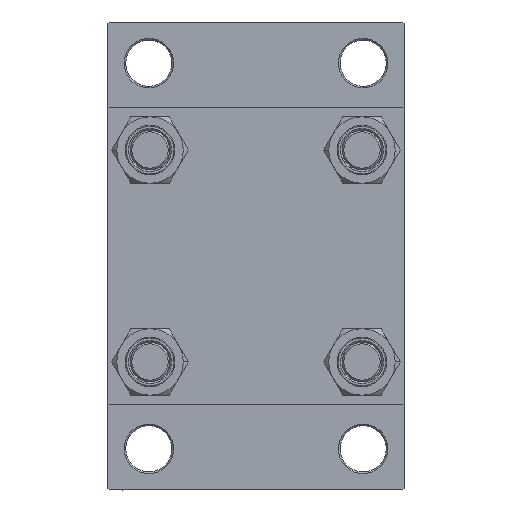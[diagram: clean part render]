
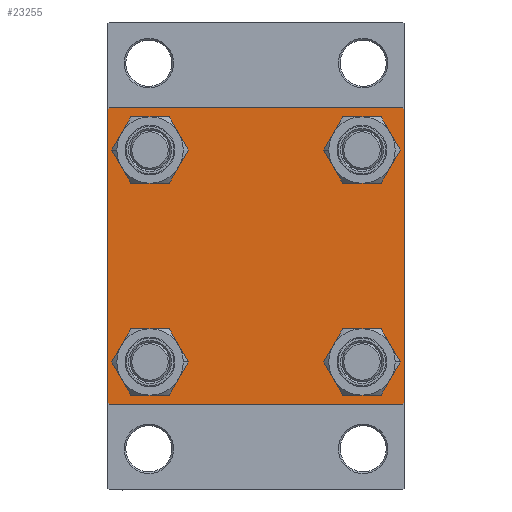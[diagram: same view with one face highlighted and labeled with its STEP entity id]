
A CAD part, left-side view. The second image highlights one B-rep face of the part: STEP entity #23255.
In plain terms, the highlighted planar face has unit normal (-1, 0, 0).
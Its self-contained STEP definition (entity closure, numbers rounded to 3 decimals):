
#113 = VECTOR ( 'NONE', #9234, 1000. ) ;
#1646 = VERTEX_POINT ( 'NONE', #13865 ) ;
#1987 = CARTESIAN_POINT ( 'NONE',  ( 0., 44.5, 45. ) ) ;
#2242 = FACE_BOUND ( 'NONE', #35156, .T. ) ;
#2369 = VECTOR ( 'NONE', #27690, 1000. ) ;
#3640 = DIRECTION ( 'NONE',  ( 0., 0., 1. ) ) ;
#3677 = AXIS2_PLACEMENT_3D ( 'NONE', #40199, #30250, #15272 ) ;
#4065 = DIRECTION ( 'NONE',  ( 1., 0., 0. ) ) ;
#4099 = EDGE_CURVE ( 'NONE', #5183, #18826, #19369, .T. ) ;
#5178 = VERTEX_POINT ( 'NONE', #7923 ) ;
#5183 = VERTEX_POINT ( 'NONE', #14248 ) ;
#5394 = VECTOR ( 'NONE', #15925, 1000. ) ;
#5580 = CARTESIAN_POINT ( 'NONE',  ( 0., -44.5, -45. ) ) ;
#5637 = FACE_BOUND ( 'NONE', #23366, .T. ) ;
#6147 = VECTOR ( 'NONE', #16219, 1000. ) ;
#6162 = VERTEX_POINT ( 'NONE', #15264 ) ;
#6343 = DIRECTION ( 'NONE',  ( -1., 0., 0. ) ) ;
#6604 = CIRCLE ( 'NONE', #35955, 6.5 ) ;
#6629 = CARTESIAN_POINT ( 'NONE',  ( 0., -32.15, -32.15 ) ) ;
#6888 = ORIENTED_EDGE ( 'NONE', *, *, #36745, .F. ) ;
#7016 = DIRECTION ( 'NONE',  ( 1., 0., 0. ) ) ;
#7495 = CARTESIAN_POINT ( 'NONE',  ( 0., -32.15, -32.15 ) ) ;
#7557 = CIRCLE ( 'NONE', #16083, 6.5 ) ;
#7697 = CIRCLE ( 'NONE', #37059, 6.5 ) ;
#7923 = CARTESIAN_POINT ( 'NONE',  ( 0., 45., -44.5 ) ) ;
#8048 = ORIENTED_EDGE ( 'NONE', *, *, #31493, .F. ) ;
#8055 = VERTEX_POINT ( 'NONE', #22405 ) ;
#8192 = CARTESIAN_POINT ( 'NONE',  ( 0., 32.15, -32.15 ) ) ;
#8719 = VECTOR ( 'NONE', #29733, 1000. ) ;
#8804 = EDGE_LOOP ( 'NONE', ( #11517, #27355, #26685, #20960, #6888, #28142, #8048, #21149 ) ) ;
#9189 = DIRECTION ( 'NONE',  ( 0., 0., 1. ) ) ;
#9234 = DIRECTION ( 'NONE',  ( 0., 0., -1. ) ) ;
#9973 = CARTESIAN_POINT ( 'NONE',  ( 0., 0., 0. ) ) ;
#10448 = CARTESIAN_POINT ( 'NONE',  ( 0., 44.75, 44.75 ) ) ;
#10506 = DIRECTION ( 'NONE',  ( 0., 0., 1. ) ) ;
#10729 = EDGE_CURVE ( 'NONE', #26141, #38665, #16044, .T. ) ;
#11357 = CARTESIAN_POINT ( 'NONE',  ( 0., 45., 45. ) ) ;
#11517 = ORIENTED_EDGE ( 'NONE', *, *, #42227, .T. ) ;
#11568 = LINE ( 'NONE', #41806, #5394 ) ;
#11600 = LINE ( 'NONE', #11357, #8719 ) ;
#12018 = EDGE_CURVE ( 'NONE', #25408, #17079, #7557, .T. ) ;
#12129 = EDGE_LOOP ( 'NONE', ( #41583, #22547 ) ) ;
#12306 = AXIS2_PLACEMENT_3D ( 'NONE', #6629, #32738, #10506 ) ;
#13063 = EDGE_CURVE ( 'NONE', #38665, #26141, #29250, .T. ) ;
#13631 = FACE_BOUND ( 'NONE', #12129, .T. ) ;
#13865 = CARTESIAN_POINT ( 'NONE',  ( 0., -44.5, 45. ) ) ;
#14248 = CARTESIAN_POINT ( 'NONE',  ( 0., 32.15, 38.65 ) ) ;
#14930 = VECTOR ( 'NONE', #24916, 1000. ) ;
#15264 = CARTESIAN_POINT ( 'NONE',  ( 0., -45., -44.5 ) ) ;
#15272 = DIRECTION ( 'NONE',  ( 0., 0., 1. ) ) ;
#15510 = CARTESIAN_POINT ( 'NONE',  ( 0., 32.15, -32.15 ) ) ;
#15625 = EDGE_CURVE ( 'NONE', #23517, #6162, #26623, .T. ) ;
#15898 = EDGE_CURVE ( 'NONE', #28643, #23517, #11568, .T. ) ;
#15925 = DIRECTION ( 'NONE',  ( 0., -1., 0. ) ) ;
#16044 = CIRCLE ( 'NONE', #3677, 6.5 ) ;
#16083 = AXIS2_PLACEMENT_3D ( 'NONE', #8192, #46191, #31157 ) ;
#16177 = VECTOR ( 'NONE', #38299, 1000. ) ;
#16219 = DIRECTION ( 'NONE',  ( 0., -0.707, 0.707 ) ) ;
#16331 = LINE ( 'NONE', #39290, #2369 ) ;
#16663 = EDGE_CURVE ( 'NONE', #17079, #25408, #7697, .T. ) ;
#16768 = FACE_BOUND ( 'NONE', #40329, .T. ) ;
#16890 = VERTEX_POINT ( 'NONE', #30665 ) ;
#17079 = VERTEX_POINT ( 'NONE', #22168 ) ;
#17680 = EDGE_CURVE ( 'NONE', #18826, #5183, #27704, .T. ) ;
#17864 = EDGE_CURVE ( 'NONE', #23239, #8055, #38582, .T. ) ;
#17939 = ORIENTED_EDGE ( 'NONE', *, *, #12018, .T. ) ;
#18294 = EDGE_CURVE ( 'NONE', #16890, #1646, #23543, .T. ) ;
#18326 = EDGE_CURVE ( 'NONE', #21077, #23816, #43850, .T. ) ;
#18823 = DIRECTION ( 'NONE',  ( 0., 0., 1. ) ) ;
#18826 = VERTEX_POINT ( 'NONE', #41532 ) ;
#19369 = CIRCLE ( 'NONE', #25537, 6.5 ) ;
#20960 = ORIENTED_EDGE ( 'NONE', *, *, #15625, .T. ) ;
#21016 = DIRECTION ( 'NONE',  ( 1., 0., 0. ) ) ;
#21056 = CARTESIAN_POINT ( 'NONE',  ( 0., 45., 45. ) ) ;
#21077 = VERTEX_POINT ( 'NONE', #1987 ) ;
#21108 = DIRECTION ( 'NONE',  ( 0., 0., 1. ) ) ;
#21149 = ORIENTED_EDGE ( 'NONE', *, *, #18326, .T. ) ;
#21520 = AXIS2_PLACEMENT_3D ( 'NONE', #44062, #33116, #36533 ) ;
#21576 = ORIENTED_EDGE ( 'NONE', *, *, #13063, .T. ) ;
#22168 = CARTESIAN_POINT ( 'NONE',  ( 0., 32.15, -38.65 ) ) ;
#22405 = CARTESIAN_POINT ( 'NONE',  ( 0., -32.15, -38.65 ) ) ;
#22547 = ORIENTED_EDGE ( 'NONE', *, *, #17680, .T. ) ;
#22707 = ORIENTED_EDGE ( 'NONE', *, *, #10729, .T. ) ;
#23163 = CARTESIAN_POINT ( 'NONE',  ( 0., -32.15, 38.65 ) ) ;
#23239 = VERTEX_POINT ( 'NONE', #24498 ) ;
#23255 = ADVANCED_FACE ( 'NONE', ( #16768, #5637, #2242, #13631, #24970 ), #24730, .T. ) ;
#23366 = EDGE_LOOP ( 'NONE', ( #34940, #31905 ) ) ;
#23517 = VERTEX_POINT ( 'NONE', #5580 ) ;
#23543 = LINE ( 'NONE', #39016, #16177 ) ;
#23816 = VERTEX_POINT ( 'NONE', #33589 ) ;
#24498 = CARTESIAN_POINT ( 'NONE',  ( 0., -32.15, -25.65 ) ) ;
#24654 = VECTOR ( 'NONE', #39250, 1000. ) ;
#24677 = LINE ( 'NONE', #21056, #14930 ) ;
#24730 = PLANE ( 'NONE',  #36426 ) ;
#24916 = DIRECTION ( 'NONE',  ( 0., -1., 0. ) ) ;
#24970 = FACE_OUTER_BOUND ( 'NONE', #8804, .T. ) ;
#25408 = VERTEX_POINT ( 'NONE', #31178 ) ;
#25537 = AXIS2_PLACEMENT_3D ( 'NONE', #47155, #21016, #42820 ) ;
#26141 = VERTEX_POINT ( 'NONE', #43771 ) ;
#26623 = LINE ( 'NONE', #34584, #6147 ) ;
#26685 = ORIENTED_EDGE ( 'NONE', *, *, #15898, .T. ) ;
#27355 = ORIENTED_EDGE ( 'NONE', *, *, #34132, .T. ) ;
#27690 = DIRECTION ( 'NONE',  ( 0., -0.707, -0.707 ) ) ;
#27704 = CIRCLE ( 'NONE', #36981, 6.5 ) ;
#28142 = ORIENTED_EDGE ( 'NONE', *, *, #18294, .T. ) ;
#28643 = VERTEX_POINT ( 'NONE', #36476 ) ;
#28926 = ORIENTED_EDGE ( 'NONE', *, *, #16663, .T. ) ;
#29250 = CIRCLE ( 'NONE', #21520, 6.5 ) ;
#29733 = DIRECTION ( 'NONE',  ( 0., 0., -1. ) ) ;
#30250 = DIRECTION ( 'NONE',  ( 1., 0., 0. ) ) ;
#30665 = CARTESIAN_POINT ( 'NONE',  ( 0., -45., 44.5 ) ) ;
#31157 = DIRECTION ( 'NONE',  ( 0., 0., 1. ) ) ;
#31178 = CARTESIAN_POINT ( 'NONE',  ( 0., 32.15, -25.65 ) ) ;
#31493 = EDGE_CURVE ( 'NONE', #21077, #1646, #24677, .T. ) ;
#31905 = ORIENTED_EDGE ( 'NONE', *, *, #33340, .T. ) ;
#32738 = DIRECTION ( 'NONE',  ( 1., 0., 0. ) ) ;
#33116 = DIRECTION ( 'NONE',  ( 1., 0., 0. ) ) ;
#33340 = EDGE_CURVE ( 'NONE', #8055, #23239, #6604, .T. ) ;
#33589 = CARTESIAN_POINT ( 'NONE',  ( 0., 45., 44.5 ) ) ;
#34132 = EDGE_CURVE ( 'NONE', #5178, #28643, #16331, .T. ) ;
#34584 = CARTESIAN_POINT ( 'NONE',  ( 0., -44.75, -44.75 ) ) ;
#34940 = ORIENTED_EDGE ( 'NONE', *, *, #17864, .T. ) ;
#35156 = EDGE_LOOP ( 'NONE', ( #17939, #28926 ) ) ;
#35955 = AXIS2_PLACEMENT_3D ( 'NONE', #7495, #7016, #3640 ) ;
#36426 = AXIS2_PLACEMENT_3D ( 'NONE', #9973, #6343, #21108 ) ;
#36476 = CARTESIAN_POINT ( 'NONE',  ( 0., 44.5, -45. ) ) ;
#36533 = DIRECTION ( 'NONE',  ( 0., 0., 1. ) ) ;
#36745 = EDGE_CURVE ( 'NONE', #16890, #6162, #42395, .T. ) ;
#36981 = AXIS2_PLACEMENT_3D ( 'NONE', #37201, #4065, #18823 ) ;
#37059 = AXIS2_PLACEMENT_3D ( 'NONE', #15510, #42356, #9189 ) ;
#37201 = CARTESIAN_POINT ( 'NONE',  ( 0., 32.15, 32.15 ) ) ;
#38299 = DIRECTION ( 'NONE',  ( 0., 0.707, 0.707 ) ) ;
#38582 = CIRCLE ( 'NONE', #12306, 6.5 ) ;
#38665 = VERTEX_POINT ( 'NONE', #23163 ) ;
#39016 = CARTESIAN_POINT ( 'NONE',  ( 0., -44.75, 44.75 ) ) ;
#39250 = DIRECTION ( 'NONE',  ( 0., 0.707, -0.707 ) ) ;
#39290 = CARTESIAN_POINT ( 'NONE',  ( 0., 44.75, -44.75 ) ) ;
#40199 = CARTESIAN_POINT ( 'NONE',  ( 0., -32.15, 32.15 ) ) ;
#40329 = EDGE_LOOP ( 'NONE', ( #21576, #22707 ) ) ;
#41532 = CARTESIAN_POINT ( 'NONE',  ( 0., 32.15, 25.65 ) ) ;
#41583 = ORIENTED_EDGE ( 'NONE', *, *, #4099, .T. ) ;
#41806 = CARTESIAN_POINT ( 'NONE',  ( 0., 45., -45. ) ) ;
#42227 = EDGE_CURVE ( 'NONE', #23816, #5178, #11600, .T. ) ;
#42356 = DIRECTION ( 'NONE',  ( 1., 0., 0. ) ) ;
#42395 = LINE ( 'NONE', #45090, #113 ) ;
#42820 = DIRECTION ( 'NONE',  ( 0., 0., 1. ) ) ;
#43771 = CARTESIAN_POINT ( 'NONE',  ( 0., -32.15, 25.65 ) ) ;
#43850 = LINE ( 'NONE', #10448, #24654 ) ;
#44062 = CARTESIAN_POINT ( 'NONE',  ( 0., -32.15, 32.15 ) ) ;
#45090 = CARTESIAN_POINT ( 'NONE',  ( 0., -45., 45. ) ) ;
#46191 = DIRECTION ( 'NONE',  ( 1., 0., 0. ) ) ;
#47155 = CARTESIAN_POINT ( 'NONE',  ( 0., 32.15, 32.15 ) ) ;
